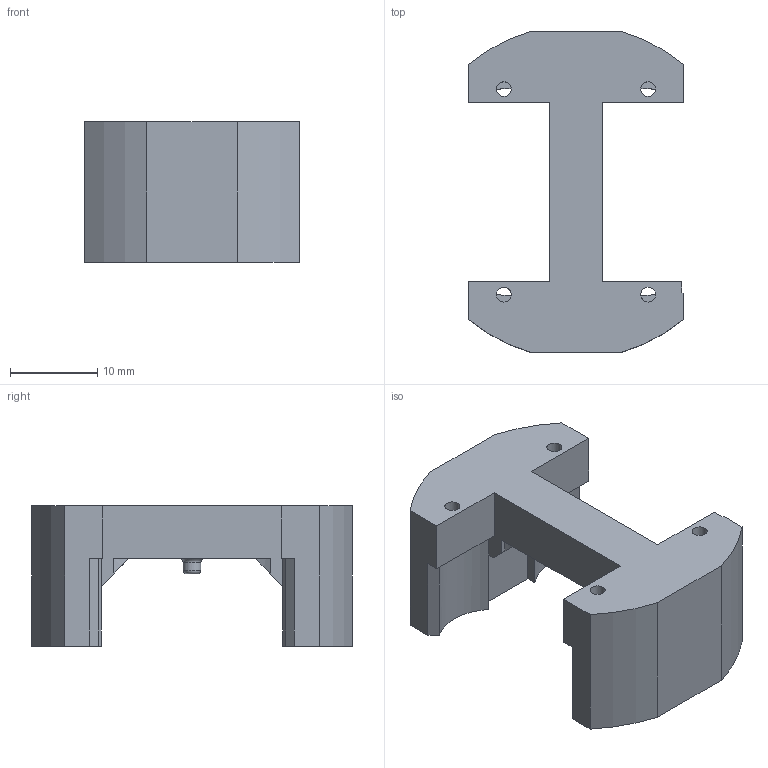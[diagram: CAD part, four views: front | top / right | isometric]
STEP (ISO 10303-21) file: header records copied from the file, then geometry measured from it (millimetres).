
FILE_DESCRIPTION(/* description */ (''),/* implementation_level */ '2;1');
FILE_NAME(/* name */ 'Battery Voltage Servo Mount - Small Servov2 v2.step',/* time_stamp */ '2021-05-22T11:58:00+10:00',/* author */ (''),/* organization */ (''),/* preprocessor_version */ 'ST-DEVELOPER v18.1',/* originating_system */ 'Autodesk Translation Framework v10.6.0.1341',/* authorisation */ '');
FILE_SCHEMA (('AUTOMOTIVE_DESIGN { 1 0 10303 214 3 1 1 }'));
Length unit declared in the file: inch
Products named in the file (1): Battery Voltage Servo Mount - Small Servov2
Bounding box: 24.55 x 36.67 x 16.04 mm (x, y, z)
Volume: 5724 mm3; surface area: 3398.2 mm2
Topology: 1 solids, 1 shells, 83 faces, 226 edges, 146 vertices
Faces by surface type: plane 50, cylinder 23, cone 8, torus 2
Full cylindrical faces by diameter (mm): 1.7 x4, 1.854 x4, 2 x1
Entity records: 2664 total; most frequent: DIRECTION 468, CARTESIAN_POINT 452, ORIENTED_EDGE 444, EDGE_CURVE 222, AXIS2_PLACEMENT_3D 162, VERTEX_POINT 146, LINE 144, VECTOR 144
